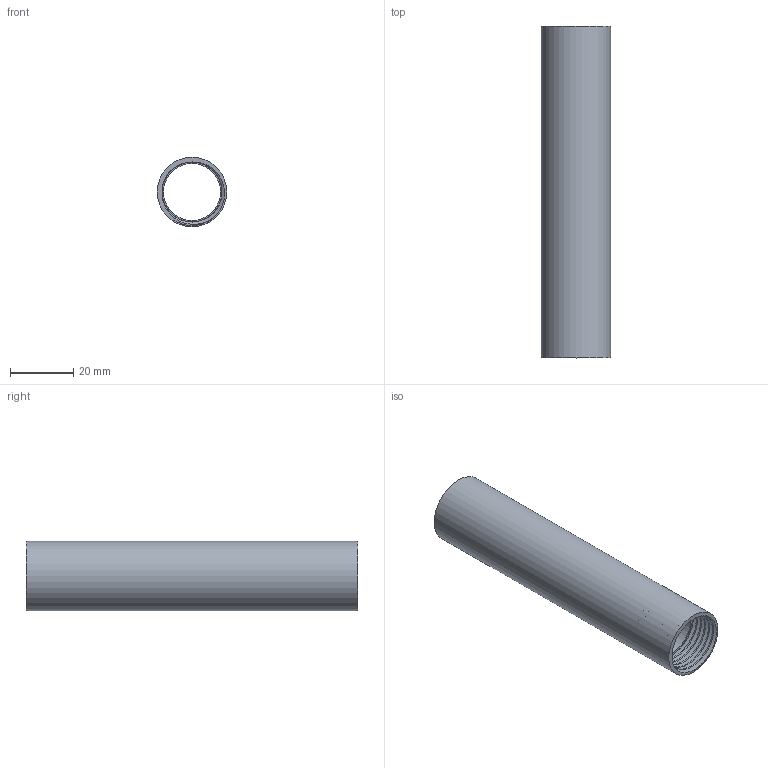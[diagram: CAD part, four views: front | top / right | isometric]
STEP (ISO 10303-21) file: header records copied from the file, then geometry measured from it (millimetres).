
FILE_DESCRIPTION(/* description */ ('Unknown'),/* implementation_level */ '2;1');
FILE_NAME(/* name */ 'Combustion_chamber',/* time_stamp */ '2021-03-28T11:32:41+01:00',/* author */ ('Unknown'),/* organization */ ('Unknown'),/* preprocessor_version */ 'ST-DEVELOPER v16.7',/* originating_system */ 'DEX',/* authorisation */ $);
FILE_SCHEMA (('AUTOMOTIVE_DESIGN {1 0 10303 214 3 1 1}'));
Length unit declared in the file: millimetre
Products named in the file (1): Combustion_chamber
Bounding box: 22 x 105 x 22 mm (x, y, z)
Volume: 12453.4 mm3; surface area: 14964.2 mm2
Topology: 1 solids, 1 shells, 10 faces, 21 edges, 14 vertices
Faces by surface type: plane 4, cylinder 4, bspline 2
Full cylindrical faces by diameter (mm): 18 x1, 22 x1
Entity records: 1344 total; most frequent: CARTESIAN_POINT 1133, DIRECTION 35, ORIENTED_EDGE 34, EDGE_CURVE 17, AXIS2_PLACEMENT_3D 16, EDGE_LOOP 15, FACE_BOUND 15, VERTEX_POINT 12
